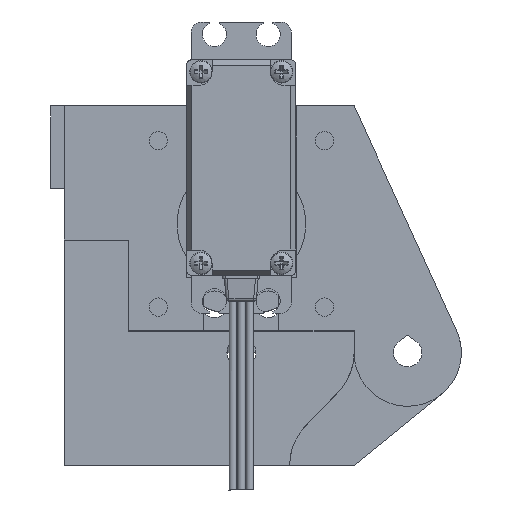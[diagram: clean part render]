
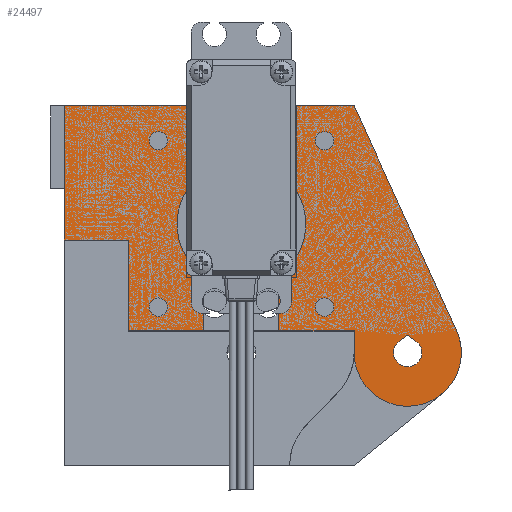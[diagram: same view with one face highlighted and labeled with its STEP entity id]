
A CAD part, left-side view. The second image highlights one B-rep face of the part: STEP entity #24497.
In plain terms, the highlighted planar face has unit normal (-1, 0, 0).
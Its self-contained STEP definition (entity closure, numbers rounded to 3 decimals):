
#716=FACE_BOUND('',#3290,.T.);
#717=FACE_BOUND('',#3291,.T.);
#718=FACE_BOUND('',#3292,.T.);
#719=FACE_BOUND('',#3293,.T.);
#720=FACE_BOUND('',#3294,.T.);
#968=PLANE('',#26065);
#1831=FACE_OUTER_BOUND('',#3289,.T.);
#3289=EDGE_LOOP('',(#17834,#17835,#17836,#17837,#17838,#17839,#17840,#17841,
#17842,#17843,#17844,#17845,#17846));
#3290=EDGE_LOOP('',(#17847,#17848,#17849));
#3291=EDGE_LOOP('',(#17850));
#3292=EDGE_LOOP('',(#17851));
#3293=EDGE_LOOP('',(#17852));
#3294=EDGE_LOOP('',(#17853));
#5189=CIRCLE('',#26066,12.);
#5190=CIRCLE('',#26067,10.);
#5191=CIRCLE('',#26068,2.65);
#5192=CIRCLE('',#26069,1.7);
#5193=CIRCLE('',#26070,1.7);
#5194=CIRCLE('',#26071,1.7);
#5195=CIRCLE('',#26072,1.7);
#6430=LINE('',#43533,#8449);
#6440=LINE('',#43559,#8459);
#6443=LINE('',#43565,#8462);
#6444=LINE('',#43567,#8463);
#6445=LINE('',#43569,#8464);
#6446=LINE('',#43573,#8465);
#6447=LINE('',#43575,#8466);
#6448=LINE('',#43577,#8467);
#6449=LINE('',#43579,#8468);
#6450=LINE('',#43583,#8469);
#6451=LINE('',#43584,#8470);
#6452=LINE('',#43587,#8471);
#6453=LINE('',#43590,#8472);
#8449=VECTOR('',#29163,10.);
#8459=VECTOR('',#29185,10.);
#8462=VECTOR('',#29190,10.);
#8463=VECTOR('',#29191,10.);
#8464=VECTOR('',#29192,10.);
#8465=VECTOR('',#29195,10.);
#8466=VECTOR('',#29196,10.);
#8467=VECTOR('',#29197,10.);
#8468=VECTOR('',#29198,10.);
#8469=VECTOR('',#29201,10.);
#8470=VECTOR('',#29202,10.);
#8471=VECTOR('',#29203,10.);
#8472=VECTOR('',#29206,10.);
#10600=VERTEX_POINT('',#43531);
#10601=VERTEX_POINT('',#43532);
#10611=VERTEX_POINT('',#43558);
#10613=VERTEX_POINT('',#43564);
#10614=VERTEX_POINT('',#43566);
#10615=VERTEX_POINT('',#43568);
#10616=VERTEX_POINT('',#43570);
#10617=VERTEX_POINT('',#43572);
#10618=VERTEX_POINT('',#43574);
#10619=VERTEX_POINT('',#43576);
#10620=VERTEX_POINT('',#43578);
#10621=VERTEX_POINT('',#43580);
#10622=VERTEX_POINT('',#43582);
#10623=VERTEX_POINT('',#43585);
#10624=VERTEX_POINT('',#43586);
#10625=VERTEX_POINT('',#43588);
#10626=VERTEX_POINT('',#43591);
#10627=VERTEX_POINT('',#43593);
#10628=VERTEX_POINT('',#43595);
#10629=VERTEX_POINT('',#43597);
#13321=EDGE_CURVE('',#10600,#10601,#6430,.T.);
#13334=EDGE_CURVE('',#10611,#10600,#6440,.T.);
#13337=EDGE_CURVE('',#10601,#10613,#6443,.T.);
#13338=EDGE_CURVE('',#10613,#10614,#6444,.T.);
#13339=EDGE_CURVE('',#10614,#10615,#6445,.T.);
#13340=EDGE_CURVE('',#10615,#10616,#5189,.T.);
#13341=EDGE_CURVE('',#10616,#10617,#6446,.T.);
#13342=EDGE_CURVE('',#10617,#10618,#6447,.T.);
#13343=EDGE_CURVE('',#10618,#10619,#6448,.T.);
#13344=EDGE_CURVE('',#10619,#10620,#6449,.T.);
#13345=EDGE_CURVE('',#10620,#10621,#5190,.T.);
#13346=EDGE_CURVE('',#10622,#10621,#6450,.T.);
#13347=EDGE_CURVE('',#10622,#10611,#6451,.T.);
#13348=EDGE_CURVE('',#10623,#10624,#6452,.T.);
#13349=EDGE_CURVE('',#10624,#10625,#5191,.T.);
#13350=EDGE_CURVE('',#10625,#10623,#6453,.T.);
#13351=EDGE_CURVE('',#10626,#10626,#5192,.T.);
#13352=EDGE_CURVE('',#10627,#10627,#5193,.T.);
#13353=EDGE_CURVE('',#10628,#10628,#5194,.T.);
#13354=EDGE_CURVE('',#10629,#10629,#5195,.T.);
#17834=ORIENTED_EDGE('',*,*,#13321,.T.);
#17835=ORIENTED_EDGE('',*,*,#13337,.T.);
#17836=ORIENTED_EDGE('',*,*,#13338,.T.);
#17837=ORIENTED_EDGE('',*,*,#13339,.T.);
#17838=ORIENTED_EDGE('',*,*,#13340,.T.);
#17839=ORIENTED_EDGE('',*,*,#13341,.T.);
#17840=ORIENTED_EDGE('',*,*,#13342,.T.);
#17841=ORIENTED_EDGE('',*,*,#13343,.T.);
#17842=ORIENTED_EDGE('',*,*,#13344,.T.);
#17843=ORIENTED_EDGE('',*,*,#13345,.T.);
#17844=ORIENTED_EDGE('',*,*,#13346,.F.);
#17845=ORIENTED_EDGE('',*,*,#13347,.T.);
#17846=ORIENTED_EDGE('',*,*,#13334,.T.);
#17847=ORIENTED_EDGE('',*,*,#13348,.T.);
#17848=ORIENTED_EDGE('',*,*,#13349,.T.);
#17849=ORIENTED_EDGE('',*,*,#13350,.T.);
#17850=ORIENTED_EDGE('',*,*,#13351,.T.);
#17851=ORIENTED_EDGE('',*,*,#13352,.T.);
#17852=ORIENTED_EDGE('',*,*,#13353,.T.);
#17853=ORIENTED_EDGE('',*,*,#13354,.T.);
#24497=ADVANCED_FACE('',(#1831,#716,#717,#718,#719,#720),#968,.T.);
#26065=AXIS2_PLACEMENT_3D('',#43563,#29188,#29189);
#26066=AXIS2_PLACEMENT_3D('',#43571,#29193,#29194);
#26067=AXIS2_PLACEMENT_3D('',#43581,#29199,#29200);
#26068=AXIS2_PLACEMENT_3D('',#43589,#29204,#29205);
#26069=AXIS2_PLACEMENT_3D('',#43592,#29207,#29208);
#26070=AXIS2_PLACEMENT_3D('',#43594,#29209,#29210);
#26071=AXIS2_PLACEMENT_3D('',#43596,#29211,#29212);
#26072=AXIS2_PLACEMENT_3D('',#43598,#29213,#29214);
#29163=DIRECTION('',(0.,-1.,0.));
#29185=DIRECTION('',(0.,0.,-1.));
#29188=DIRECTION('center_axis',(-1.,0.,0.));
#29189=DIRECTION('ref_axis',(0.,-1.,0.));
#29190=DIRECTION('',(0.,0.,-1.));
#29191=DIRECTION('',(0.,-1.,0.));
#29192=DIRECTION('',(0.,0.,1.));
#29193=DIRECTION('center_axis',(1.,0.,0.));
#29194=DIRECTION('ref_axis',(0.,-1.,0.));
#29195=DIRECTION('',(0.,0.,-1.));
#29196=DIRECTION('',(0.,-1.,0.));
#29197=DIRECTION('',(0.,0.,-1.));
#29198=DIRECTION('',(0.,0.,-1.));
#29199=DIRECTION('center_axis',(-1.,0.,0.));
#29200=DIRECTION('ref_axis',(0.,-1.,0.));
#29201=DIRECTION('',(0.,-0.415,-0.91));
#29202=DIRECTION('',(0.,1.,0.));
#29203=DIRECTION('',(0.,-0.817,-0.576));
#29204=DIRECTION('center_axis',(1.,0.,0.));
#29205=DIRECTION('ref_axis',(0.,-1.,0.));
#29206=DIRECTION('',(0.,-0.817,0.576));
#29207=DIRECTION('center_axis',(1.,0.,0.));
#29208=DIRECTION('ref_axis',(0.,-1.,0.));
#29209=DIRECTION('center_axis',(1.,0.,0.));
#29210=DIRECTION('ref_axis',(0.,-1.,0.));
#29211=DIRECTION('center_axis',(1.,0.,0.));
#29212=DIRECTION('ref_axis',(0.,-1.,0.));
#29213=DIRECTION('center_axis',(1.,0.,0.));
#29214=DIRECTION('ref_axis',(0.,-1.,0.));
#43531=CARTESIAN_POINT('',(-123.,33.,21.));
#43532=CARTESIAN_POINT('',(-123.,21.,21.));
#43533=CARTESIAN_POINT('',(-123.,13.5,21.));
#43558=CARTESIAN_POINT('',(-123.,33.,46.));
#43559=CARTESIAN_POINT('',(-123.,33.,46.));
#43563=CARTESIAN_POINT('Origin',(-123.,0.,24.3));
#43564=CARTESIAN_POINT('',(-123.,21.,4.05));
#43565=CARTESIAN_POINT('',(-123.,21.,44.55));
#43566=CARTESIAN_POINT('',(-123.,7.,4.05));
#43567=CARTESIAN_POINT('',(-123.,21.,4.05));
#43568=CARTESIAN_POINT('',(-123.,7.,14.253));
#43569=CARTESIAN_POINT('',(-123.,7.,14.175));
#43570=CARTESIAN_POINT('',(-123.,-7.,14.253));
#43571=CARTESIAN_POINT('Origin',(-123.,0.,24.));
#43572=CARTESIAN_POINT('',(-123.,-7.,4.05));
#43573=CARTESIAN_POINT('',(-123.,-7.,14.175));
#43574=CARTESIAN_POINT('',(-123.,-21.,4.05));
#43575=CARTESIAN_POINT('',(-123.,21.,4.05));
#43576=CARTESIAN_POINT('',(-123.,-21.,4.));
#43577=CARTESIAN_POINT('',(-123.,-21.,46.));
#43578=CARTESIAN_POINT('',(-123.,-21.,0.));
#43579=CARTESIAN_POINT('',(-123.,-21.,4.));
#43580=CARTESIAN_POINT('',(-123.,-40.097,4.152));
#43581=CARTESIAN_POINT('Origin',(-123.,-31.,0.));
#43582=CARTESIAN_POINT('',(-123.,-21.,46.));
#43583=CARTESIAN_POINT('',(-123.,-21.,46.));
#43584=CARTESIAN_POINT('',(-123.,21.,46.));
#43585=CARTESIAN_POINT('',(-123.,-31.,3.243));
#43586=CARTESIAN_POINT('',(-123.,-32.527,2.166));
#43587=CARTESIAN_POINT('',(-123.,-15.69,14.041));
#43588=CARTESIAN_POINT('',(-123.,-29.473,2.166));
#43589=CARTESIAN_POINT('Origin',(-123.,-31.,0.));
#43590=CARTESIAN_POINT('',(-123.,-24.844,-1.099));
#43591=CARTESIAN_POINT('',(-123.,17.2,8.5));
#43592=CARTESIAN_POINT('Origin',(-123.,15.5,8.5));
#43593=CARTESIAN_POINT('',(-123.,-13.8,8.5));
#43594=CARTESIAN_POINT('Origin',(-123.,-15.5,8.5));
#43595=CARTESIAN_POINT('',(-123.,17.2,39.5));
#43596=CARTESIAN_POINT('Origin',(-123.,15.5,39.5));
#43597=CARTESIAN_POINT('',(-123.,-13.8,39.5));
#43598=CARTESIAN_POINT('Origin',(-123.,-15.5,39.5));
